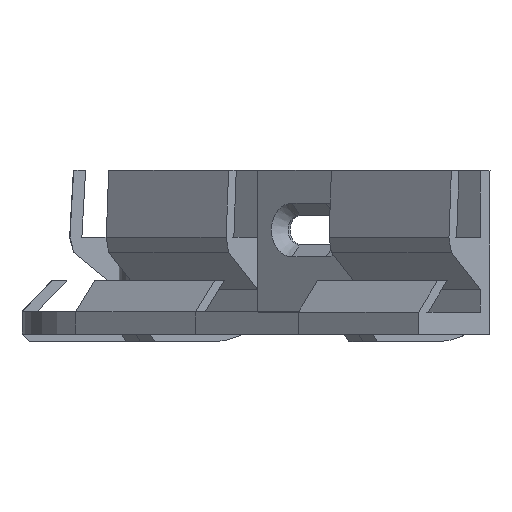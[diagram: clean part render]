
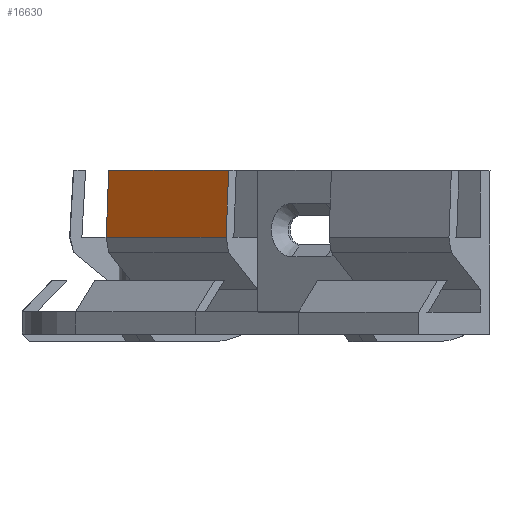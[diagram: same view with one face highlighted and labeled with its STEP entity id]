
A CAD part, left-side view. The second image highlights one B-rep face of the part: STEP entity #16630.
In plain terms, the highlighted face is planar.
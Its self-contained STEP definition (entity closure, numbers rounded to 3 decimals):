
#14735 = PLANE('',#14736);
#14736 = AXIS2_PLACEMENT_3D('',#14737,#14738,#14739);
#14737 = CARTESIAN_POINT('',(-10.5,5.766,9.503));
#14738 = DIRECTION('',(-1.,0.,0.));
#14739 = DIRECTION('',(0.,0.,1.));
#15169 = PLANE('',#15170);
#15170 = AXIS2_PLACEMENT_3D('',#15171,#15172,#15173);
#15171 = CARTESIAN_POINT('',(10.5,5.766,9.503));
#15172 = DIRECTION('',(-1.,0.,0.));
#15173 = DIRECTION('',(0.,0.,1.));
#15429 = VERTEX_POINT('',#15430);
#15430 = CARTESIAN_POINT('',(-10.5,8.1,22.));
#15444 = PLANE('',#15445);
#15445 = AXIS2_PLACEMENT_3D('',#15446,#15447,#15448);
#15446 = CARTESIAN_POINT('',(0.,6.5,22.));
#15447 = DIRECTION('',(0.,0.,-1.));
#15448 = DIRECTION('',(0.,1.,0.));
#15456 = EDGE_CURVE('',#15429,#15457,#15459,.T.);
#15457 = VERTEX_POINT('',#15458);
#15458 = CARTESIAN_POINT('',(-10.5,8.6,13.));
#15459 = SURFACE_CURVE('',#15460,(#15464,#15471),.PCURVE_S1.);
#15460 = LINE('',#15461,#15462);
#15461 = CARTESIAN_POINT('',(-10.5,8.1,22.));
#15462 = VECTOR('',#15463,1.);
#15463 = DIRECTION('',(0.,0.055,-0.998));
#15464 = PCURVE('',#14735,#15465);
#15465 = DEFINITIONAL_REPRESENTATION('',(#15466),#15470);
#15466 = LINE('',#15467,#15468);
#15467 = CARTESIAN_POINT('',(12.497,2.334));
#15468 = VECTOR('',#15469,1.);
#15469 = DIRECTION('',(-0.998,0.055));
#15470 = ( GEOMETRIC_REPRESENTATION_CONTEXT(2) 
PARAMETRIC_REPRESENTATION_CONTEXT() REPRESENTATION_CONTEXT('2D SPACE',''
  ) );
#15471 = PCURVE('',#15472,#15477);
#15472 = PLANE('',#15473);
#15473 = AXIS2_PLACEMENT_3D('',#15474,#15475,#15476);
#15474 = CARTESIAN_POINT('',(0.,8.1,22.));
#15475 = DIRECTION('',(-0.,-0.998,-0.055));
#15476 = DIRECTION('',(0.,0.055,-0.998));
#15477 = DEFINITIONAL_REPRESENTATION('',(#15478),#15482);
#15478 = LINE('',#15479,#15480);
#15479 = CARTESIAN_POINT('',(0.,-10.5));
#15480 = VECTOR('',#15481,1.);
#15481 = DIRECTION('',(1.,0.));
#15482 = ( GEOMETRIC_REPRESENTATION_CONTEXT(2) 
PARAMETRIC_REPRESENTATION_CONTEXT() REPRESENTATION_CONTEXT('2D SPACE',''
  ) );
#15500 = PLANE('',#15501);
#15501 = AXIS2_PLACEMENT_3D('',#15502,#15503,#15504);
#15502 = CARTESIAN_POINT('',(0.,8.6,13.));
#15503 = DIRECTION('',(0.,-0.97,0.243));
#15504 = DIRECTION('',(-0.,-0.243,-0.97));
#16275 = VERTEX_POINT('',#16276);
#16276 = CARTESIAN_POINT('',(10.5,8.1,22.));
#16297 = EDGE_CURVE('',#16275,#16298,#16300,.T.);
#16298 = VERTEX_POINT('',#16299);
#16299 = CARTESIAN_POINT('',(10.5,8.6,13.));
#16300 = SURFACE_CURVE('',#16301,(#16305,#16312),.PCURVE_S1.);
#16301 = LINE('',#16302,#16303);
#16302 = CARTESIAN_POINT('',(10.5,8.1,22.));
#16303 = VECTOR('',#16304,1.);
#16304 = DIRECTION('',(0.,0.055,-0.998));
#16305 = PCURVE('',#15169,#16306);
#16306 = DEFINITIONAL_REPRESENTATION('',(#16307),#16311);
#16307 = LINE('',#16308,#16309);
#16308 = CARTESIAN_POINT('',(12.497,2.334));
#16309 = VECTOR('',#16310,1.);
#16310 = DIRECTION('',(-0.998,0.055));
#16311 = ( GEOMETRIC_REPRESENTATION_CONTEXT(2) 
PARAMETRIC_REPRESENTATION_CONTEXT() REPRESENTATION_CONTEXT('2D SPACE',''
  ) );
#16312 = PCURVE('',#15472,#16313);
#16313 = DEFINITIONAL_REPRESENTATION('',(#16314),#16318);
#16314 = LINE('',#16315,#16316);
#16315 = CARTESIAN_POINT('',(0.,10.5));
#16316 = VECTOR('',#16317,1.);
#16317 = DIRECTION('',(1.,0.));
#16318 = ( GEOMETRIC_REPRESENTATION_CONTEXT(2) 
PARAMETRIC_REPRESENTATION_CONTEXT() REPRESENTATION_CONTEXT('2D SPACE',''
  ) );
#16608 = EDGE_CURVE('',#16275,#15429,#16609,.T.);
#16609 = SURFACE_CURVE('',#16610,(#16614,#16621),.PCURVE_S1.);
#16610 = LINE('',#16611,#16612);
#16611 = CARTESIAN_POINT('',(10.5,8.1,22.));
#16612 = VECTOR('',#16613,1.);
#16613 = DIRECTION('',(-1.,0.,0.));
#16614 = PCURVE('',#15444,#16615);
#16615 = DEFINITIONAL_REPRESENTATION('',(#16616),#16620);
#16616 = LINE('',#16617,#16618);
#16617 = CARTESIAN_POINT('',(1.6,10.5));
#16618 = VECTOR('',#16619,1.);
#16619 = DIRECTION('',(0.,-1.));
#16620 = ( GEOMETRIC_REPRESENTATION_CONTEXT(2) 
PARAMETRIC_REPRESENTATION_CONTEXT() REPRESENTATION_CONTEXT('2D SPACE',''
  ) );
#16621 = PCURVE('',#15472,#16622);
#16622 = DEFINITIONAL_REPRESENTATION('',(#16623),#16627);
#16623 = LINE('',#16624,#16625);
#16624 = CARTESIAN_POINT('',(0.,10.5));
#16625 = VECTOR('',#16626,1.);
#16626 = DIRECTION('',(0.,-1.));
#16627 = ( GEOMETRIC_REPRESENTATION_CONTEXT(2) 
PARAMETRIC_REPRESENTATION_CONTEXT() REPRESENTATION_CONTEXT('2D SPACE',''
  ) );
#16630 = ADVANCED_FACE('',(#16631),#15472,.F.);
#16631 = FACE_BOUND('',#16632,.F.);
#16632 = EDGE_LOOP('',(#16633,#16634,#16655,#16656));
#16633 = ORIENTED_EDGE('',*,*,#15456,.T.);
#16634 = ORIENTED_EDGE('',*,*,#16635,.F.);
#16635 = EDGE_CURVE('',#16298,#15457,#16636,.T.);
#16636 = SURFACE_CURVE('',#16637,(#16641,#16648),.PCURVE_S1.);
#16637 = LINE('',#16638,#16639);
#16638 = CARTESIAN_POINT('',(10.5,8.6,13.));
#16639 = VECTOR('',#16640,1.);
#16640 = DIRECTION('',(-1.,0.,0.));
#16641 = PCURVE('',#15472,#16642);
#16642 = DEFINITIONAL_REPRESENTATION('',(#16643),#16647);
#16643 = LINE('',#16644,#16645);
#16644 = CARTESIAN_POINT('',(9.014,10.5));
#16645 = VECTOR('',#16646,1.);
#16646 = DIRECTION('',(0.,-1.));
#16647 = ( GEOMETRIC_REPRESENTATION_CONTEXT(2) 
PARAMETRIC_REPRESENTATION_CONTEXT() REPRESENTATION_CONTEXT('2D SPACE',''
  ) );
#16648 = PCURVE('',#15500,#16649);
#16649 = DEFINITIONAL_REPRESENTATION('',(#16650),#16654);
#16650 = LINE('',#16651,#16652);
#16651 = CARTESIAN_POINT('',(-0.,10.5));
#16652 = VECTOR('',#16653,1.);
#16653 = DIRECTION('',(0.,-1.));
#16654 = ( GEOMETRIC_REPRESENTATION_CONTEXT(2) 
PARAMETRIC_REPRESENTATION_CONTEXT() REPRESENTATION_CONTEXT('2D SPACE',''
  ) );
#16655 = ORIENTED_EDGE('',*,*,#16297,.F.);
#16656 = ORIENTED_EDGE('',*,*,#16608,.T.);
